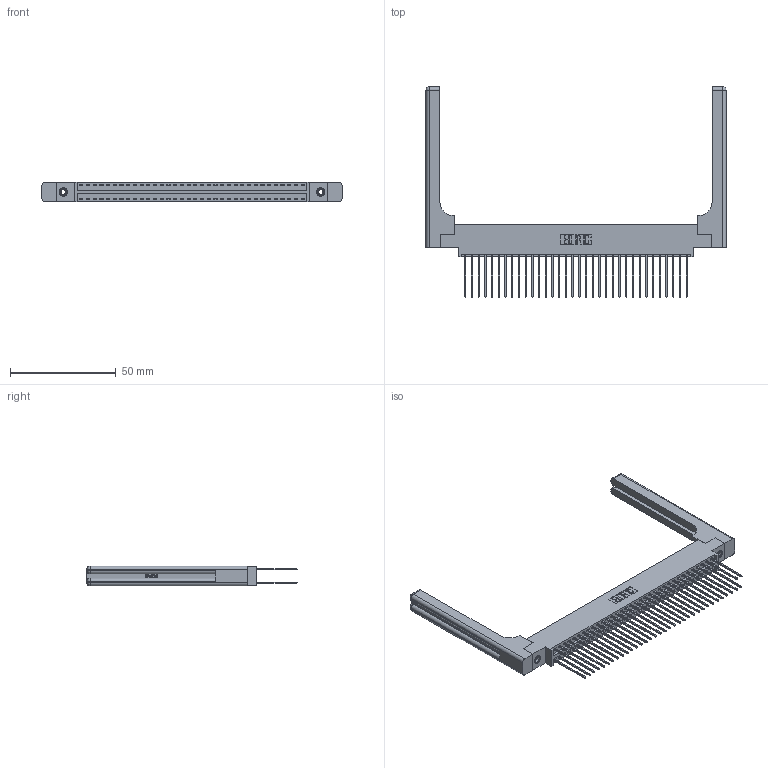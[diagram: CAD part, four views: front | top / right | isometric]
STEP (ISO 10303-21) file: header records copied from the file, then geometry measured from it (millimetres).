
FILE_DESCRIPTION (( 'STEP AP203' ), '1' );
FILE_NAME ('396-068-541-858.STEP', '2019-11-02T10:31:41', ( '' ), ( '' ), 'SwSTEP 2.0', 'SolidWorks 2016', '' );
FILE_SCHEMA (( 'CONFIG_CONTROL_DESIGN' ));
Length unit declared in the file: inch
Products named in the file (5): 396-068-541-858; 346 Part_0.170 Offset - 0.156 Dia-TH; 345-292-001_345-293-141; 345-250-001_345-250-001-102; 346-220-058_345-220-058
Assembly tree (73 placements, depth 2):
  396-068-541-858
    346 Part_0.170 Offset - 0.156 Dia-TH
    345-292-001_345-293-141  x68
    345-250-001_345-250-001-102  x2
    346-220-058_345-220-058  x2
Bounding box: 142.01 x 99.57 x 9.4 mm (x, y, z)
Volume: 21515.5 mm3; surface area: 26170.8 mm2
Topology: 73 solids, 73 shells, 3918 faces, 11547 edges, 7586 vertices
Faces by surface type: plane 2608, cylinder 1250, bspline 36, cone 12, sphere 8, torus 4
Entity records: 28598 total; most frequent: CARTESIAN_POINT 5733, ORIENTED_EDGE 4464, DIRECTION 4036, EDGE_CURVE 2232, LINE 1872, VECTOR 1872, VERTEX_POINT 1478, AXIS2_PLACEMENT_3D 1082
